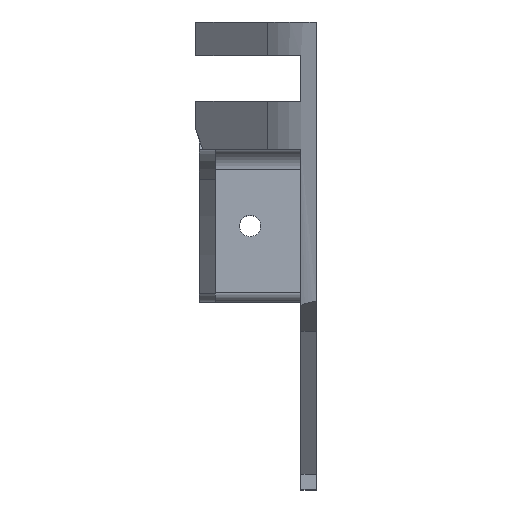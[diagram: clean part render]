
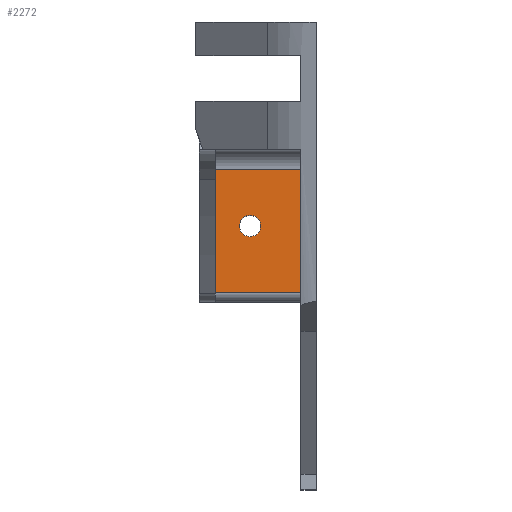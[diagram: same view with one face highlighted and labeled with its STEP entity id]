
A CAD part, top view. The second image highlights one B-rep face of the part: STEP entity #2272.
In plain terms, the highlighted planar face has unit normal (0, 0, 1).
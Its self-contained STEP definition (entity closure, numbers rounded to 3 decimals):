
#36=FACE_BOUND('',#310,.T.);
#84=PLANE('',#2455);
#179=FACE_OUTER_BOUND('',#309,.T.);
#309=EDGE_LOOP('',(#1837,#1838,#1839,#1840));
#310=EDGE_LOOP('',(#1841));
#437=LINE('',#3320,#696);
#537=LINE('',#3570,#796);
#538=LINE('',#3574,#797);
#539=LINE('',#3575,#798);
#696=VECTOR('',#2659,10.);
#796=VECTOR('',#2879,10.);
#797=VECTOR('',#2884,10.);
#798=VECTOR('',#2885,10.);
#943=CIRCLE('',#2435,2.1);
#1031=VERTEX_POINT('',#3317);
#1032=VERTEX_POINT('',#3319);
#1111=VERTEX_POINT('',#3524);
#1122=VERTEX_POINT('',#3569);
#1123=VERTEX_POINT('',#3573);
#1261=EDGE_CURVE('',#1031,#1032,#437,.T.);
#1364=EDGE_CURVE('',#1111,#1111,#943,.T.);
#1387=EDGE_CURVE('',#1032,#1122,#537,.T.);
#1389=EDGE_CURVE('',#1031,#1123,#538,.T.);
#1390=EDGE_CURVE('',#1123,#1122,#539,.T.);
#1837=ORIENTED_EDGE('',*,*,#1387,.F.);
#1838=ORIENTED_EDGE('',*,*,#1261,.F.);
#1839=ORIENTED_EDGE('',*,*,#1389,.T.);
#1840=ORIENTED_EDGE('',*,*,#1390,.T.);
#1841=ORIENTED_EDGE('',*,*,#1364,.T.);
#2272=ADVANCED_FACE('',(#179,#36),#84,.T.);
#2435=AXIS2_PLACEMENT_3D('',#3525,#2826,#2827);
#2455=AXIS2_PLACEMENT_3D('',#3572,#2882,#2883);
#2659=DIRECTION('',(0.,-1.,0.));
#2826=DIRECTION('center_axis',(0.,0.,
-1.));
#2827=DIRECTION('ref_axis',(1.,0.,0.));
#2879=DIRECTION('',(-1.,0.,0.));
#2882=DIRECTION('center_axis',(0.,0.,
1.));
#2883=DIRECTION('ref_axis',(-1.,0.,0.));
#2884=DIRECTION('',(-1.,0.,0.));
#2885=DIRECTION('',(0.,-1.,0.));
#3317=CARTESIAN_POINT('',(-59.69,-44.603,-57.775));
#3319=CARTESIAN_POINT('',(-59.69,-68.603,-57.775));
#3320=CARTESIAN_POINT('',(-59.69,-63.103,-57.775));
#3524=CARTESIAN_POINT('',(-71.79,-55.603,-57.775));
#3525=CARTESIAN_POINT('Origin',(-69.69,-55.603,-57.775));
#3569=CARTESIAN_POINT('',(-76.502,-68.603,-57.775));
#3570=CARTESIAN_POINT('',(-64.518,-68.603,-57.775));
#3572=CARTESIAN_POINT('Origin',(-59.69,-40.603,-57.775));
#3573=CARTESIAN_POINT('',(-76.502,-44.603,-57.775));
#3574=CARTESIAN_POINT('',(-79.002,-44.603,-57.775));
#3575=CARTESIAN_POINT('',(-76.502,-46.312,-57.775));
